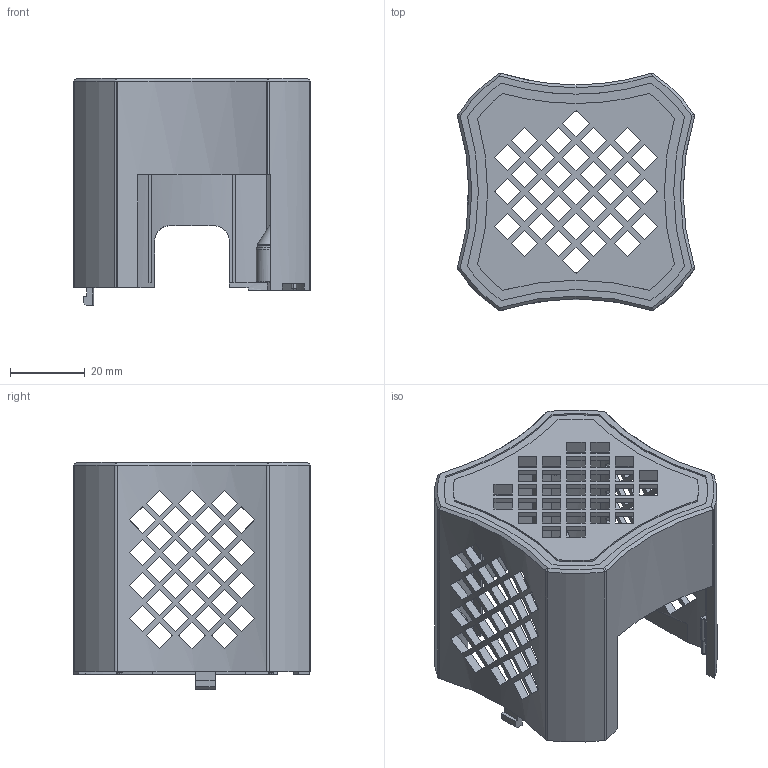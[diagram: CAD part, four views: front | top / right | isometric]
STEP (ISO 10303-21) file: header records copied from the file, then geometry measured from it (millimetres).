
FILE_DESCRIPTION (( 'STEP AP203' ), '1' );
FILE_NAME ('Ender_Fan_Cover_40mm_Adaptation.STEP', '2021-07-26T19:08:22', ( '' ), ( '' ), 'SwSTEP 2.0', 'SolidWorks 2015', '' );
FILE_SCHEMA (( 'CONFIG_CONTROL_DESIGN' ));
Length unit declared in the file: millimetre
Products named in the file (2): Ender_Fan_Cover_40mm_Adaptation
Bounding box: 63.61 x 63.61 x 60.96 mm (x, y, z)
Volume: 32392.2 mm3; surface area: 30455.6 mm2
Topology: 3 solids, 3 shells, 632 faces, 1888 edges, 1221 vertices
Faces by surface type: plane 457, cylinder 98, bspline 50, cone 27
Entity records: 24682 total; most frequent: CARTESIAN_POINT 9269, ORIENTED_EDGE 3776, DIRECTION 2519, EDGE_CURVE 1888, VERTEX_POINT 1221, VECTOR 951, LINE 951, AXIS2_PLACEMENT_3D 784
